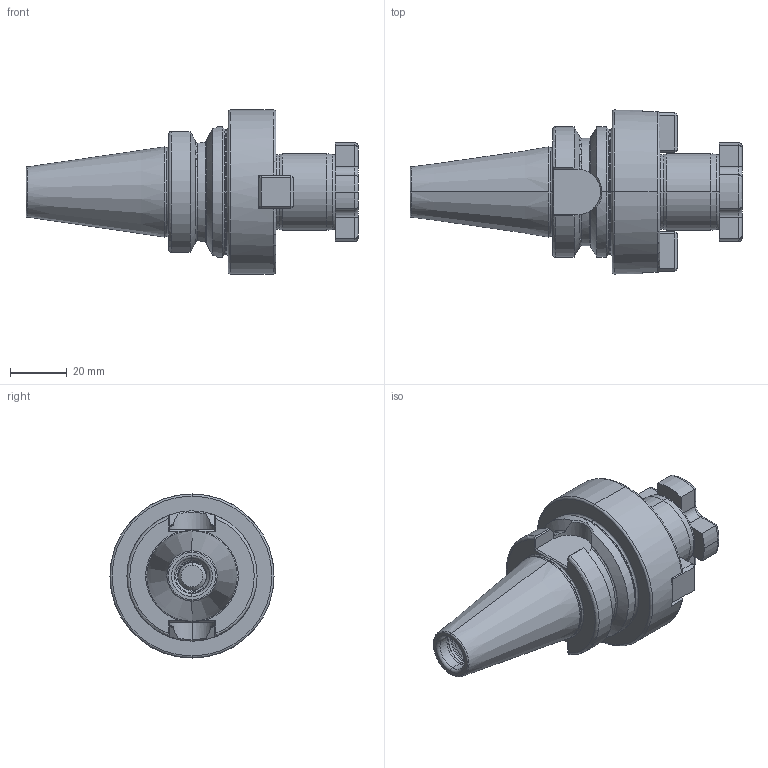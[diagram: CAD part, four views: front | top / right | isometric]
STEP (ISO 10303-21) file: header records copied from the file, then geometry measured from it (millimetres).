
FILE_DESCRIPTION (( 'STEP AP203' ), '1' );
FILE_NAME ('305.11.27.STEP', '2016-11-26T02:18:04', ( '' ), ( '' ), 'SwSTEP 2.0', 'SolidWorks 2012', '' );
FILE_SCHEMA (( 'CONFIG_CONTROL_DESIGN' ));
Length unit declared in the file: millimetre
Products named in the file (5): 305.11.27; 十字螺絲FMB27; 面銑刀墊塊27; 102.11.22_M4xP0.7-12L
Assembly tree (6 placements, depth 2):
  305.11.27
    305.11.27
    十字螺絲FMB27
    面銑刀墊塊27  x2
    102.11.22_M4xP0.7-12L  x2
Bounding box: 117.4 x 58 x 58 mm (x, y, z)
Volume: 109749.4 mm3; surface area: 28682.2 mm2
Topology: 6 solids, 6 shells, 507 faces, 1282 edges, 793 vertices
Faces by surface type: cylinder 225, plane 144, torus 58, cone 51, bspline 29
Entity records: 27421 total; most frequent: CARTESIAN_POINT 17908, ORIENTED_EDGE 2088, DIRECTION 1679, EDGE_CURVE 1044, VERTEX_POINT 651, AXIS2_PLACEMENT_3D 644, EDGE_LOOP 419, ADVANCED_FACE 408
